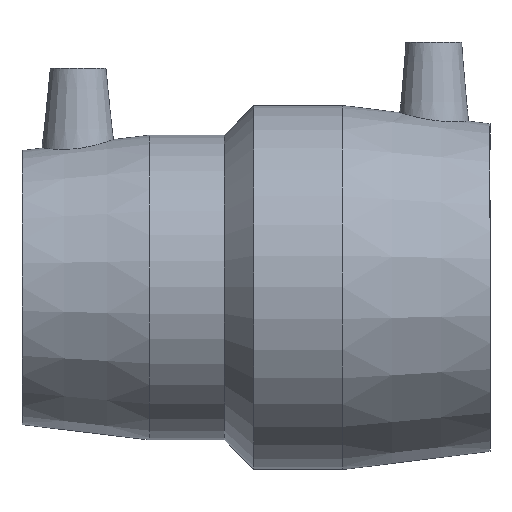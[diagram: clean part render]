
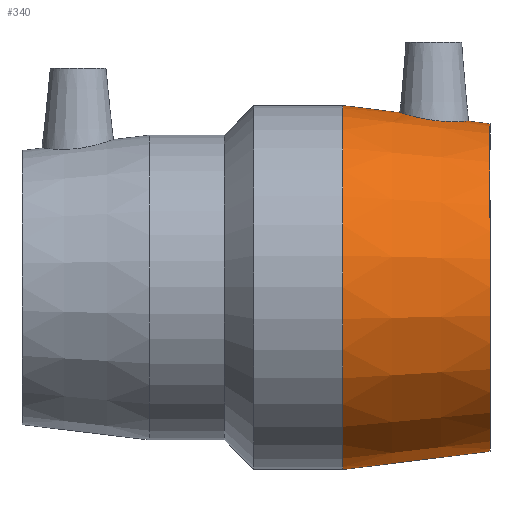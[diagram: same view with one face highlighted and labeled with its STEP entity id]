
A CAD part, top view. The second image highlights one B-rep face of the part: STEP entity #340.
In plain terms, the highlighted conical face has half-angle 7.054 degrees and reference radius 46.55 mm.
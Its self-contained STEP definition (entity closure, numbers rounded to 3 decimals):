
#15=B_SPLINE_CURVE_WITH_KNOTS('',3,(#561,#562,#563,#564,#565,#566,#567,
#568,#569,#570,#571,#572,#573,#574,#575,#576,#577,#578,#579,#580,#581,#582,
#583,#584,#585,#586,#587,#588,#589,#590,#591,#592,#593,#594),
 .UNSPECIFIED.,.T.,.F.,(4,2,2,2,2,2,2,2,2,2,2,2,2,2,2,2,4),(0.,0.344,
0.688,1.033,1.379,1.725,2.07,
2.414,2.758,3.122,3.486,3.843,
4.199,4.556,4.913,5.277,5.641),
 .UNSPECIFIED.);
#20=CONICAL_SURFACE('',#387,46.55,7.054);
#38=FACE_BOUND('',#127,.T.);
#39=FACE_BOUND('',#128,.T.);
#82=FACE_OUTER_BOUND('',#126,.T.);
#126=EDGE_LOOP('',(#279));
#127=EDGE_LOOP('',(#280));
#128=EDGE_LOOP('',(#281));
#173=CIRCLE('',#386,49.);
#174=CIRCLE('',#388,44.1);
#195=VERTEX_POINT('',#560);
#204=VERTEX_POINT('',#652);
#205=VERTEX_POINT('',#655);
#226=EDGE_CURVE('',#195,#195,#15,.T.);
#235=EDGE_CURVE('',#204,#204,#173,.T.);
#236=EDGE_CURVE('',#205,#205,#174,.T.);
#279=ORIENTED_EDGE('',*,*,#236,.F.);
#280=ORIENTED_EDGE('',*,*,#226,.T.);
#281=ORIENTED_EDGE('',*,*,#235,.T.);
#340=ADVANCED_FACE('',(#82,#38,#39),#20,.T.);
#386=AXIS2_PLACEMENT_3D('',#653,#476,#477);
#387=AXIS2_PLACEMENT_3D('',#654,#478,#479);
#388=AXIS2_PLACEMENT_3D('',#656,#480,#481);
#476=DIRECTION('center_axis',(1.,0.,0.));
#477=DIRECTION('ref_axis',(0.,0.,-1.));
#478=DIRECTION('center_axis',(-1.,0.,0.));
#479=DIRECTION('ref_axis',(0.,1.,0.));
#480=DIRECTION('center_axis',(1.,0.,0.));
#481=DIRECTION('ref_axis',(0.,0.,-1.));
#560=CARTESIAN_POINT('',(48.214,44.971,-9.334));
#561=CARTESIAN_POINT('Ctrl Pts',(48.214,44.971,-9.334));
#562=CARTESIAN_POINT('Ctrl Pts',(49.352,44.833,-9.305));
#563=CARTESIAN_POINT('Ctrl Pts',(50.565,44.735,-9.049));
#564=CARTESIAN_POINT('Ctrl Pts',(52.792,44.642,-8.07));
#565=CARTESIAN_POINT('Ctrl Pts',(53.805,44.645,-7.347));
#566=CARTESIAN_POINT('Ctrl Pts',(55.403,44.686,-5.695));
#567=CARTESIAN_POINT('Ctrl Pts',(56.094,44.727,-4.654));
#568=CARTESIAN_POINT('Ctrl Pts',(57.01,44.792,-2.382));
#569=CARTESIAN_POINT('Ctrl Pts',(57.234,44.814,-1.152));
#570=CARTESIAN_POINT('Ctrl Pts',(57.234,44.814,1.152));
#571=CARTESIAN_POINT('Ctrl Pts',(57.01,44.792,2.382));
#572=CARTESIAN_POINT('Ctrl Pts',(56.094,44.727,4.654));
#573=CARTESIAN_POINT('Ctrl Pts',(55.403,44.686,5.695));
#574=CARTESIAN_POINT('Ctrl Pts',(53.805,44.645,7.347));
#575=CARTESIAN_POINT('Ctrl Pts',(52.792,44.642,8.07));
#576=CARTESIAN_POINT('Ctrl Pts',(50.565,44.735,9.049));
#577=CARTESIAN_POINT('Ctrl Pts',(49.352,44.833,9.305));
#578=CARTESIAN_POINT('Ctrl Pts',(47.01,45.117,9.364));
#579=CARTESIAN_POINT('Ctrl Pts',(45.732,45.326,9.145));
#580=CARTESIAN_POINT('Ctrl Pts',(43.387,45.801,8.203));
#581=CARTESIAN_POINT('Ctrl Pts',(42.319,46.064,7.48));
#582=CARTESIAN_POINT('Ctrl Pts',(40.648,46.512,5.813));
#583=CARTESIAN_POINT('Ctrl Pts',(39.927,46.727,4.764));
#584=CARTESIAN_POINT('Ctrl Pts',(38.966,47.024,2.452));
#585=CARTESIAN_POINT('Ctrl Pts',(38.727,47.104,1.189));
#586=CARTESIAN_POINT('Ctrl Pts',(38.727,47.104,-1.189));
#587=CARTESIAN_POINT('Ctrl Pts',(38.966,47.024,-2.452));
#588=CARTESIAN_POINT('Ctrl Pts',(39.927,46.727,-4.764));
#589=CARTESIAN_POINT('Ctrl Pts',(40.648,46.512,-5.813));
#590=CARTESIAN_POINT('Ctrl Pts',(42.319,46.064,-7.48));
#591=CARTESIAN_POINT('Ctrl Pts',(43.387,45.801,-8.203));
#592=CARTESIAN_POINT('Ctrl Pts',(45.732,45.326,-9.145));
#593=CARTESIAN_POINT('Ctrl Pts',(47.01,45.117,-9.364));
#594=CARTESIAN_POINT('Ctrl Pts',(48.214,44.971,-9.334));
#652=CARTESIAN_POINT('',(23.4,49.,0.));
#653=CARTESIAN_POINT('Origin',(23.4,0.,0.));
#654=CARTESIAN_POINT('Origin',(43.2,0.,0.));
#655=CARTESIAN_POINT('',(63.,44.1,0.));
#656=CARTESIAN_POINT('Origin',(63.,0.,0.));
